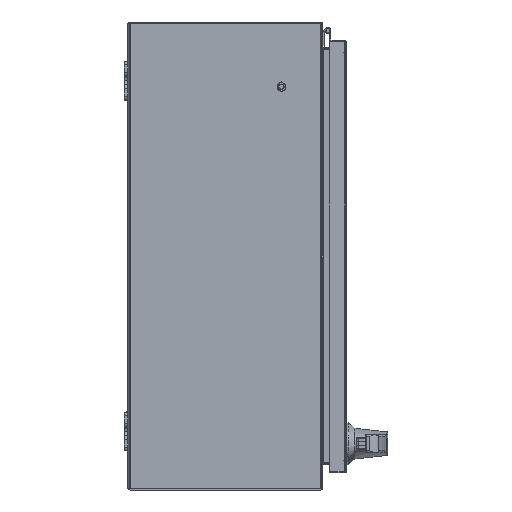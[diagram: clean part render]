
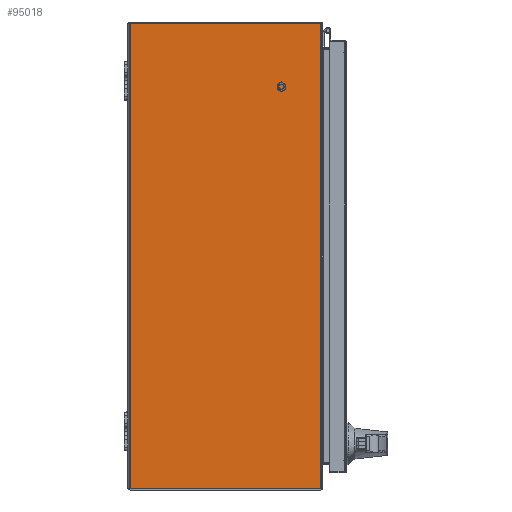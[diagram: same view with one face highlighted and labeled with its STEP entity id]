
A CAD part, front view. The second image highlights one B-rep face of the part: STEP entity #95018.
In plain terms, the highlighted face is planar.
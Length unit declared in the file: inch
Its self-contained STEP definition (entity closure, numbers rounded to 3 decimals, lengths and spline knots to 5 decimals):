
#935 = EDGE_CURVE ( 'NONE', #104457, #102042, #73398, .T. ) ;
#4024 = CARTESIAN_POINT ( 'NONE',  ( 11.92792, -9.892, -18. ) ) ;
#10509 = ORIENTED_EDGE ( 'NONE', *, *, #85547, .T. ) ;
#11752 = CARTESIAN_POINT ( 'NONE',  ( -11.892, -9.892, -18. ) ) ;
#13290 = CARTESIAN_POINT ( 'NONE',  ( 11.92792, -0.108, -18. ) ) ;
#19566 = VECTOR ( 'NONE', #98281, 39.37008 ) ;
#30349 = LINE ( 'NONE', #11752, #19566 ) ;
#31725 = PLANE ( 'NONE',  #38790 ) ;
#32095 = DIRECTION ( 'NONE',  ( 0., 0., -1. ) ) ;
#33021 = EDGE_CURVE ( 'NONE', #102042, #66143, #30349, .T. ) ;
#35946 = VECTOR ( 'NONE', #109229, 39.37008 ) ;
#38790 = AXIS2_PLACEMENT_3D ( 'NONE', #75956, #32095, #92365 ) ;
#45255 = ORIENTED_EDGE ( 'NONE', *, *, #33021, .T. ) ;
#46501 = CARTESIAN_POINT ( 'NONE',  ( 11.92792, 39.37008, -18. ) ) ;
#49571 = CARTESIAN_POINT ( 'NONE',  ( -11.92792, 39.37008, -18. ) ) ;
#56554 = VERTEX_POINT ( 'NONE', #89165 ) ;
#62609 = VECTOR ( 'NONE', #107613, 39.37008 ) ;
#66143 = VERTEX_POINT ( 'NONE', #78360 ) ;
#69653 = VECTOR ( 'NONE', #77595, 39.37008 ) ;
#70085 = FACE_OUTER_BOUND ( 'NONE', #88865, .T. ) ;
#72434 = LINE ( 'NONE', #104971, #69653 ) ;
#73398 = LINE ( 'NONE', #46501, #62609 ) ;
#75956 = CARTESIAN_POINT ( 'NONE',  ( -11.892, -0.06248, -18. ) ) ;
#77595 = DIRECTION ( 'NONE',  ( 1., 0., 0. ) ) ;
#78360 = CARTESIAN_POINT ( 'NONE',  ( -11.92792, -9.892, -18. ) ) ;
#81721 = EDGE_CURVE ( 'NONE', #56554, #66143, #110656, .T. ) ;
#85547 = EDGE_CURVE ( 'NONE', #56554, #104457, #72434, .T. ) ;
#88865 = EDGE_LOOP ( 'NONE', ( #10509, #91277, #45255, #107099 ) ) ;
#89165 = CARTESIAN_POINT ( 'NONE',  ( -11.92792, -0.108, -18. ) ) ;
#91277 = ORIENTED_EDGE ( 'NONE', *, *, #935, .T. ) ;
#92365 = DIRECTION ( 'NONE',  ( 0., 1., 0. ) ) ;
#95018 = ADVANCED_FACE ( 'NONE', ( #70085 ), #31725, .T. ) ;
#98281 = DIRECTION ( 'NONE',  ( -1., 0., 0. ) ) ;
#102042 = VERTEX_POINT ( 'NONE', #4024 ) ;
#104457 = VERTEX_POINT ( 'NONE', #13290 ) ;
#104971 = CARTESIAN_POINT ( 'NONE',  ( -11.892, -0.108, -18. ) ) ;
#107099 = ORIENTED_EDGE ( 'NONE', *, *, #81721, .F. ) ;
#107613 = DIRECTION ( 'NONE',  ( 0., -1., 0. ) ) ;
#109229 = DIRECTION ( 'NONE',  ( 0., -1., 0. ) ) ;
#110656 = LINE ( 'NONE', #49571, #35946 ) ;
